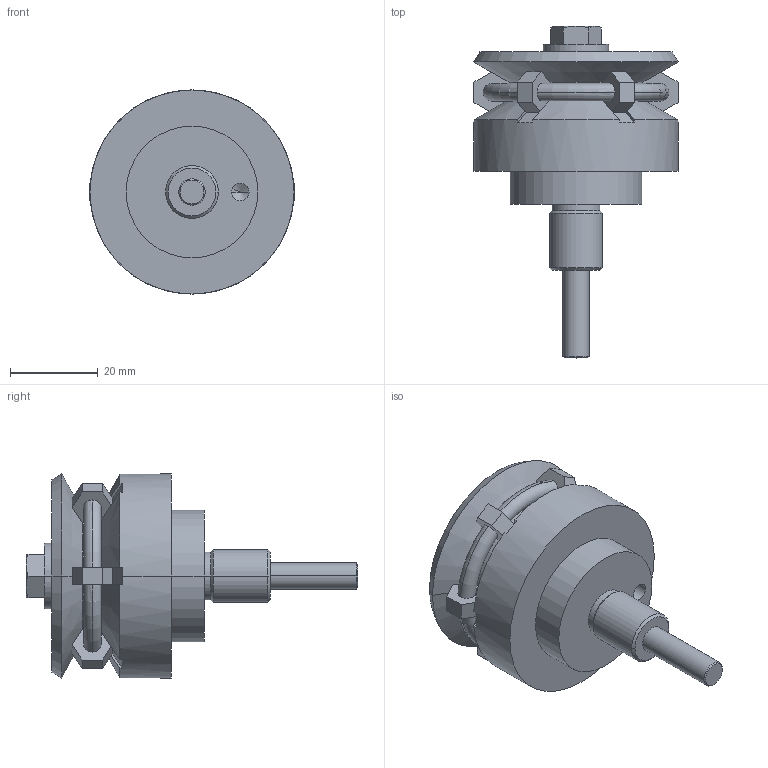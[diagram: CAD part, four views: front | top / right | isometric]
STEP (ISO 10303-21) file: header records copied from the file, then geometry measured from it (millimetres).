
FILE_DESCRIPTION(('STEP AP214'),'1');
FILE_NAME('HALDERN_EH_23340_0146.stp','2017-11-08T12:40:27',('TraceParts'),('TraceParts S.A.'),'Spatial InterOp 3D',' ',' ');
FILE_SCHEMA(('automotive_design'));
Length unit declared in the file: millimetre
Products named in the file (4): HALDERN_EH_23340_0146_1; HALDERN_EH_23340_0146_2; HALDERN_EH_23340_0146_3; HALDERN_EH_23340_0146_4
Bounding box: 46.5 x 75.6 x 46.5 mm (x, y, z)
Volume: 45411.1 mm3; surface area: 17683.5 mm2
Topology: 4 solids, 4 shells, 145 faces, 342 edges, 219 vertices
Faces by surface type: plane 83, cone 28, cylinder 22, torus 12
Entity records: 6101 total; most frequent: CARTESIAN_POINT 1572, DIRECTION 688, ORIENTED_EDGE 680, EDGE_CURVE 340, AXIS2_PLACEMENT_3D 247, VERTEX_POINT 219, LINE 194, VECTOR 194
